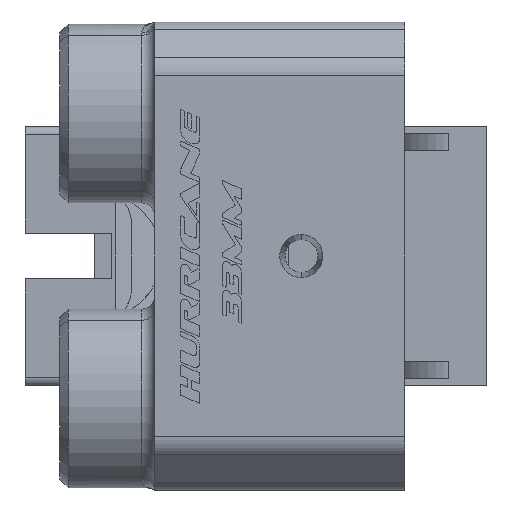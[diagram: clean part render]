
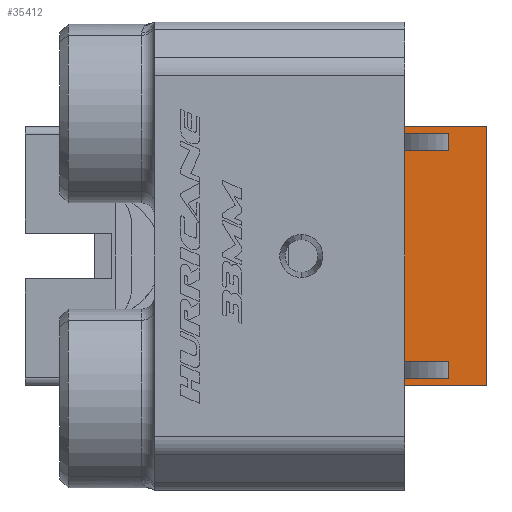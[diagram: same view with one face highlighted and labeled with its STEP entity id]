
A CAD part, left-side view. The second image highlights one B-rep face of the part: STEP entity #35412.
In plain terms, the highlighted planar face has unit normal (-1, 0, 0).
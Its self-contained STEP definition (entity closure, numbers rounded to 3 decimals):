
#100 = CARTESIAN_POINT ( 'NONE',  ( 13., -7.074, -14.2 ) ) ;
#653 = DIRECTION ( 'NONE',  ( 0., 1., 0. ) ) ;
#1877 = EDGE_CURVE ( 'NONE', #8881, #2795, #12664, .T. ) ;
#1925 = EDGE_CURVE ( 'NONE', #8881, #22051, #19553, .T. ) ;
#2531 = EDGE_CURVE ( 'NONE', #18051, #38392, #40065, .T. ) ;
#2795 = VERTEX_POINT ( 'NONE', #15310 ) ;
#3083 = CARTESIAN_POINT ( 'NONE',  ( 13., -9.5, 0. ) ) ;
#3409 = ORIENTED_EDGE ( 'NONE', *, *, #38259, .F. ) ;
#3654 = CARTESIAN_POINT ( 'NONE',  ( 13., -2., 14.2 ) ) ;
#3712 = DIRECTION ( 'NONE',  ( 0., 0., 1. ) ) ;
#4100 = ORIENTED_EDGE ( 'NONE', *, *, #1877, .F. ) ;
#4323 = CARTESIAN_POINT ( 'NONE',  ( 13., -2., -14.2 ) ) ;
#4523 = ORIENTED_EDGE ( 'NONE', *, *, #1925, .T. ) ;
#4966 = VERTEX_POINT ( 'NONE', #18664 ) ;
#5594 = DIRECTION ( 'NONE',  ( 0., 0., 1. ) ) ;
#5725 = LINE ( 'NONE', #18124, #13392 ) ;
#6137 = EDGE_LOOP ( 'NONE', ( #25277, #11527, #35990, #9816, #22846, #36045, #30338, #3409, #30699, #12066, #4100, #4523 ) ) ;
#6750 = CARTESIAN_POINT ( 'NONE',  ( 13., -11.5, 0. ) ) ;
#7125 = VECTOR ( 'NONE', #10631, 1000. ) ;
#7255 = EDGE_CURVE ( 'NONE', #37415, #30568, #29474, .T. ) ;
#8517 = CARTESIAN_POINT ( 'NONE',  ( 13., -2., 12.2 ) ) ;
#8881 = VERTEX_POINT ( 'NONE', #14415 ) ;
#8993 = CARTESIAN_POINT ( 'NONE',  ( 13., 0., 12.2 ) ) ;
#9325 = EDGE_CURVE ( 'NONE', #10105, #30568, #29872, .T. ) ;
#9813 = DIRECTION ( 'NONE',  ( 0., 1., 0. ) ) ;
#9816 = ORIENTED_EDGE ( 'NONE', *, *, #19327, .T. ) ;
#10063 = CARTESIAN_POINT ( 'NONE',  ( 13., -11.5, 15. ) ) ;
#10105 = VERTEX_POINT ( 'NONE', #20174 ) ;
#10331 = EDGE_CURVE ( 'NONE', #17358, #34086, #5725, .T. ) ;
#10631 = DIRECTION ( 'NONE',  ( 0., 1., 0. ) ) ;
#10652 = CARTESIAN_POINT ( 'NONE',  ( 13., -2., -12.2 ) ) ;
#11188 = LINE ( 'NONE', #33666, #17374 ) ;
#11527 = ORIENTED_EDGE ( 'NONE', *, *, #2531, .F. ) ;
#11642 = DIRECTION ( 'NONE',  ( 0., 1., 0. ) ) ;
#12066 = ORIENTED_EDGE ( 'NONE', *, *, #30971, .F. ) ;
#12318 = CARTESIAN_POINT ( 'NONE',  ( 13., -2., 14.2 ) ) ;
#12438 = CARTESIAN_POINT ( 'NONE',  ( 13., -7.074, -14.2 ) ) ;
#12440 = DIRECTION ( 'NONE',  ( 1., 0., 0. ) ) ;
#12664 = LINE ( 'NONE', #22365, #32184 ) ;
#13216 = CARTESIAN_POINT ( 'NONE',  ( 13., -2., -15. ) ) ;
#13392 = VECTOR ( 'NONE', #30455, 1000. ) ;
#13455 = VECTOR ( 'NONE', #11642, 1000. ) ;
#13826 = CARTESIAN_POINT ( 'NONE',  ( 13., -2., 15. ) ) ;
#14028 = VECTOR ( 'NONE', #3712, 1000. ) ;
#14211 = VECTOR ( 'NONE', #18698, 1000. ) ;
#14415 = CARTESIAN_POINT ( 'NONE',  ( 13., -11.5, -15. ) ) ;
#15180 = VECTOR ( 'NONE', #5594, 1000. ) ;
#15188 = DIRECTION ( 'NONE',  ( 0., 0., -1. ) ) ;
#15310 = CARTESIAN_POINT ( 'NONE',  ( 13., -2., -15. ) ) ;
#16610 = EDGE_CURVE ( 'NONE', #21048, #18051, #25034, .T. ) ;
#17358 = VERTEX_POINT ( 'NONE', #100 ) ;
#17374 = VECTOR ( 'NONE', #23538, 1000. ) ;
#18051 = VERTEX_POINT ( 'NONE', #3654 ) ;
#18124 = CARTESIAN_POINT ( 'NONE',  ( 13., 0., -14.2 ) ) ;
#18431 = LINE ( 'NONE', #30567, #22760 ) ;
#18513 = LINE ( 'NONE', #12438, #23426 ) ;
#18664 = CARTESIAN_POINT ( 'NONE',  ( 13., -7.074, -12.2 ) ) ;
#18698 = DIRECTION ( 'NONE',  ( 0., 0., 1. ) ) ;
#19124 = PLANE ( 'NONE',  #33827 ) ;
#19327 = EDGE_CURVE ( 'NONE', #21048, #10105, #18431, .T. ) ;
#19553 = LINE ( 'NONE', #6750, #14028 ) ;
#20174 = CARTESIAN_POINT ( 'NONE',  ( 13., -7.074, 12.2 ) ) ;
#21048 = VERTEX_POINT ( 'NONE', #24902 ) ;
#22051 = VERTEX_POINT ( 'NONE', #10063 ) ;
#22365 = CARTESIAN_POINT ( 'NONE',  ( 13., -9.5, -15. ) ) ;
#22424 = EDGE_CURVE ( 'NONE', #22051, #38392, #25007, .T. ) ;
#22760 = VECTOR ( 'NONE', #15188, 1000. ) ;
#22846 = ORIENTED_EDGE ( 'NONE', *, *, #9325, .T. ) ;
#23426 = VECTOR ( 'NONE', #34097, 1000. ) ;
#23538 = DIRECTION ( 'NONE',  ( 0., 1., 0. ) ) ;
#24783 = DIRECTION ( 'NONE',  ( 0., 0., -1. ) ) ;
#24902 = CARTESIAN_POINT ( 'NONE',  ( 13., -7.074, 14.2 ) ) ;
#25007 = LINE ( 'NONE', #27854, #26646 ) ;
#25034 = LINE ( 'NONE', #37394, #7125 ) ;
#25277 = ORIENTED_EDGE ( 'NONE', *, *, #22424, .T. ) ;
#25551 = EDGE_CURVE ( 'NONE', #4966, #37415, #11188, .T. ) ;
#26646 = VECTOR ( 'NONE', #9813, 1000. ) ;
#27854 = CARTESIAN_POINT ( 'NONE',  ( 13., -9.5, 15. ) ) ;
#29474 = LINE ( 'NONE', #10652, #31529 ) ;
#29872 = LINE ( 'NONE', #8993, #13455 ) ;
#29983 = CARTESIAN_POINT ( 'NONE',  ( 13., -2., -12.2 ) ) ;
#30338 = ORIENTED_EDGE ( 'NONE', *, *, #25551, .F. ) ;
#30455 = DIRECTION ( 'NONE',  ( 0., 1., 0. ) ) ;
#30567 = CARTESIAN_POINT ( 'NONE',  ( 13., -7.074, 14.2 ) ) ;
#30568 = VERTEX_POINT ( 'NONE', #8517 ) ;
#30699 = ORIENTED_EDGE ( 'NONE', *, *, #10331, .T. ) ;
#30971 = EDGE_CURVE ( 'NONE', #2795, #34086, #37118, .T. ) ;
#31529 = VECTOR ( 'NONE', #35190, 1000. ) ;
#32184 = VECTOR ( 'NONE', #653, 1000. ) ;
#33666 = CARTESIAN_POINT ( 'NONE',  ( 13., 0., -12.2 ) ) ;
#33827 = AXIS2_PLACEMENT_3D ( 'NONE', #3083, #12440, #24783 ) ;
#34086 = VERTEX_POINT ( 'NONE', #4323 ) ;
#34097 = DIRECTION ( 'NONE',  ( 0., 0., 1. ) ) ;
#34099 = FACE_OUTER_BOUND ( 'NONE', #6137, .T. ) ;
#35190 = DIRECTION ( 'NONE',  ( 0., 0., 1. ) ) ;
#35412 = ADVANCED_FACE ( 'NONE', ( #34099 ), #19124, .F. ) ;
#35990 = ORIENTED_EDGE ( 'NONE', *, *, #16610, .F. ) ;
#36045 = ORIENTED_EDGE ( 'NONE', *, *, #7255, .F. ) ;
#37118 = LINE ( 'NONE', #13216, #14211 ) ;
#37394 = CARTESIAN_POINT ( 'NONE',  ( 13., 0., 14.2 ) ) ;
#37415 = VERTEX_POINT ( 'NONE', #29983 ) ;
#38259 = EDGE_CURVE ( 'NONE', #17358, #4966, #18513, .T. ) ;
#38392 = VERTEX_POINT ( 'NONE', #13826 ) ;
#40065 = LINE ( 'NONE', #12318, #15180 ) ;
